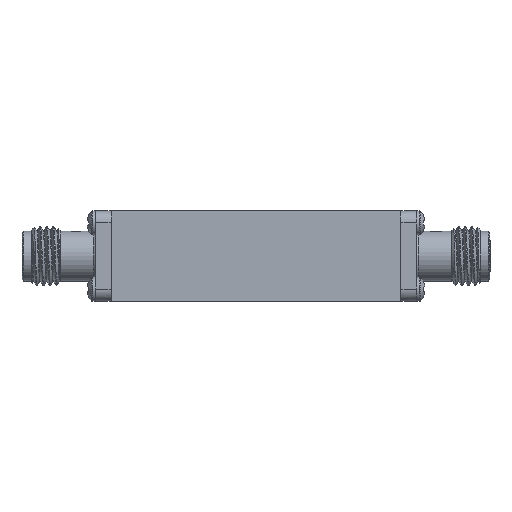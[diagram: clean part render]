
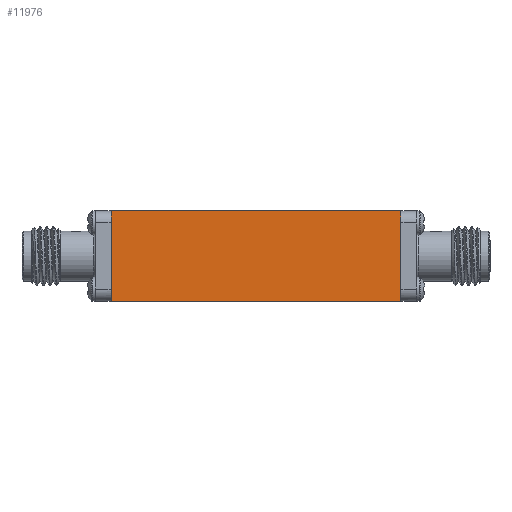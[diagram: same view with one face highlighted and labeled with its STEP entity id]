
A CAD part, front view. The second image highlights one B-rep face of the part: STEP entity #11976.
In plain terms, the highlighted planar face has unit normal (0, -1, 0).
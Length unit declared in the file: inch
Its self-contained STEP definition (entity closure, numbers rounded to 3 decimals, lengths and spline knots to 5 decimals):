
#2279 = DIRECTION ( 'NONE',  ( 1., 0., 0. ) ) ;
#4591 = EDGE_LOOP ( 'NONE', ( #40219, #44125, #30714, #57292 ) ) ;
#6772 = CARTESIAN_POINT ( 'NONE',  ( -0.61, -0.3, 0.19 ) ) ;
#8535 = CARTESIAN_POINT ( 'NONE',  ( 0.61, -0.3, 0.19 ) ) ;
#8632 = VERTEX_POINT ( 'NONE', #8535 ) ;
#8942 = CARTESIAN_POINT ( 'NONE',  ( 0.61, -0.3, 0.19 ) ) ;
#11442 = VECTOR ( 'NONE', #55497, 39.37008 ) ;
#11976 = ADVANCED_FACE ( 'NONE', ( #56625 ), #16893, .F. ) ;
#12559 = DIRECTION ( 'NONE',  ( 0., 1., 0. ) ) ;
#15353 = VECTOR ( 'NONE', #49840, 39.37008 ) ;
#16893 = PLANE ( 'NONE',  #54296 ) ;
#17417 = VERTEX_POINT ( 'NONE', #53151 ) ;
#21753 = EDGE_CURVE ( 'NONE', #40037, #49271, #36079, .T. ) ;
#22931 = EDGE_CURVE ( 'NONE', #17417, #40037, #28832, .T. ) ;
#24023 = CARTESIAN_POINT ( 'NONE',  ( -0.61, -0.3, 0.19 ) ) ;
#25370 = CARTESIAN_POINT ( 'NONE',  ( -0.61, -0.3, -0.19 ) ) ;
#27787 = LINE ( 'NONE', #8942, #15353 ) ;
#27945 = CARTESIAN_POINT ( 'NONE',  ( -0.61, -0.3, -0.19 ) ) ;
#28832 = LINE ( 'NONE', #6772, #11442 ) ;
#30243 = DIRECTION ( 'NONE',  ( 1., 0., 0. ) ) ;
#30590 = EDGE_CURVE ( 'NONE', #17417, #8632, #42572, .T. ) ;
#30714 = ORIENTED_EDGE ( 'NONE', *, *, #30590, .F. ) ;
#36079 = LINE ( 'NONE', #27945, #51243 ) ;
#39300 = EDGE_CURVE ( 'NONE', #8632, #49271, #27787, .T. ) ;
#40037 = VERTEX_POINT ( 'NONE', #25370 ) ;
#40219 = ORIENTED_EDGE ( 'NONE', *, *, #21753, .T. ) ;
#42572 = LINE ( 'NONE', #24023, #50571 ) ;
#44125 = ORIENTED_EDGE ( 'NONE', *, *, #39300, .F. ) ;
#49271 = VERTEX_POINT ( 'NONE', #52055 ) ;
#49840 = DIRECTION ( 'NONE',  ( 0., 0., -1. ) ) ;
#50571 = VECTOR ( 'NONE', #2279, 39.37008 ) ;
#51243 = VECTOR ( 'NONE', #54054, 39.37008 ) ;
#52055 = CARTESIAN_POINT ( 'NONE',  ( 0.61, -0.3, -0.19 ) ) ;
#52299 = CARTESIAN_POINT ( 'NONE',  ( -0.61, -0.3, 0.19 ) ) ;
#53151 = CARTESIAN_POINT ( 'NONE',  ( -0.61, -0.3, 0.19 ) ) ;
#54054 = DIRECTION ( 'NONE',  ( 1., 0., 0. ) ) ;
#54296 = AXIS2_PLACEMENT_3D ( 'NONE', #52299, #12559, #30243 ) ;
#55497 = DIRECTION ( 'NONE',  ( 0., 0., -1. ) ) ;
#56625 = FACE_OUTER_BOUND ( 'NONE', #4591, .T. ) ;
#57292 = ORIENTED_EDGE ( 'NONE', *, *, #22931, .T. ) ;
